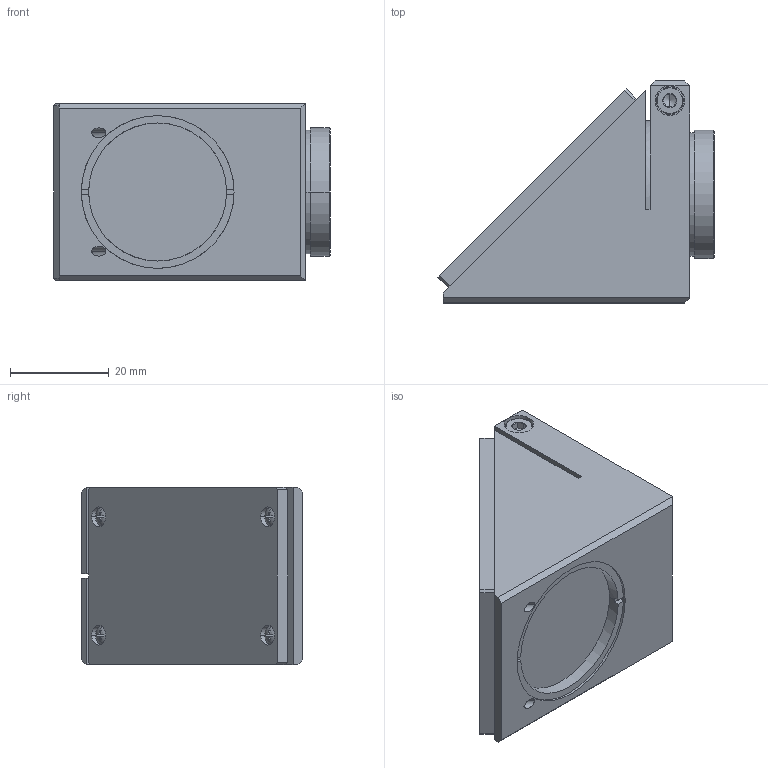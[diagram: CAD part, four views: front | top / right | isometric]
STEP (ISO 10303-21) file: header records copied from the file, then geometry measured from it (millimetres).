
FILE_DESCRIPTION(/* description */ ('VariCAD 2015-1.09 AP-214'),/* implementation_level */ '2;1');
FILE_NAME(/* name */ 'TMLX-25C.stp',/* time_stamp */ '2015-05-26T10:19:41+09:00',/* author */ (''),/* organization */ (''),/* preprocessor_version */ 'ST-DEVELOPER v14',/* originating_system */ 'VariCAD 2015-1.09; kernel version (20130303)',/* authorisation */ '');
FILE_SCHEMA (('AUTOMOTIVE_DESIGN'));
Length unit declared in the file: millimetre
Products named in the file (6): TMLX-25C
Assembly tree (5 placements, depth 2):
  TMLX-25C
    (unnamed)
    (unnamed)
    (unnamed)
    (unnamed)
    (unnamed)
Bounding box: 56.07 x 45 x 36 mm (x, y, z)
Volume: 34320.1 mm3; surface area: 16095 mm2
Topology: 5 solids, 5 shells, 215 faces, 524 edges, 334 vertices
Faces by surface type: plane 123, cylinder 60, cone 14, torus 10, sphere 8
Entity records: 7161 total; most frequent: CARTESIAN_POINT 1661, DIRECTION 1087, ORIENTED_EDGE 1044, EDGE_CURVE 522, AXIS2_PLACEMENT_3D 420, VERTEX_POINT 334, LINE 247, VECTOR 247
